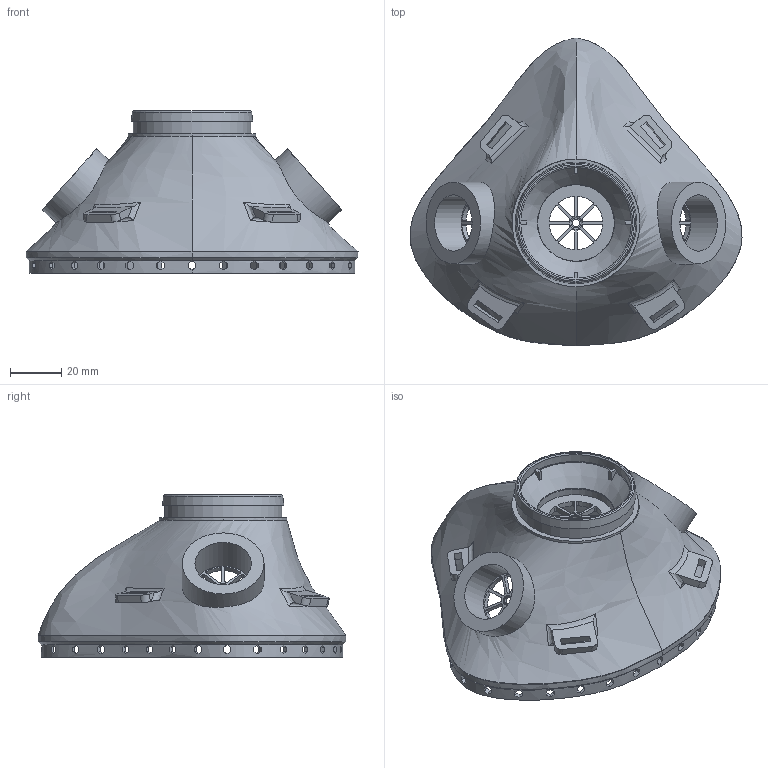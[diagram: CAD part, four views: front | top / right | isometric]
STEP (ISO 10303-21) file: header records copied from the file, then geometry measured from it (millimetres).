
FILE_DESCRIPTION(/* description */ (''),/* implementation_level */ '2;1');
FILE_NAME(/* name */ '5f1b23f359bb2e14fe2ddfb9',/* time_stamp */ '2020-07-24T18:09:57+00:00',/* author */ (''),/* organization */ (''),/* preprocessor_version */ 'ST-DEVELOPER v16.7',/* originating_system */ $,/* authorisation */ $);
FILE_SCHEMA (('AUTOMOTIVE_DESIGN {1 0 10303 214 3 1 1}'));
Length unit declared in the file: metre
Products named in the file (2): Ring; Silicone mask
Bounding box: 130.03 x 120.61 x 63.5 mm (x, y, z)
Volume: 74596.8 mm3; surface area: 50166.6 mm2
Topology: 2 solids, 2 shells, 554 faces, 1569 edges, 1037 vertices
Faces by surface type: plane 309, cylinder 171, bspline 52, torus 16, cone 6
Full cylindrical faces by diameter (mm): 2.8 x3, 4 x3, 22.1 x2, 30 x1, 32.1 x2, 46 x1
Entity records: 29955 total; most frequent: CARTESIAN_POINT 16099, ORIENTED_EDGE 3072, DIRECTION 2484, EDGE_CURVE 1536, VERTEX_POINT 1031, AXIS2_PLACEMENT_3D 873, LINE 738, VECTOR 738
